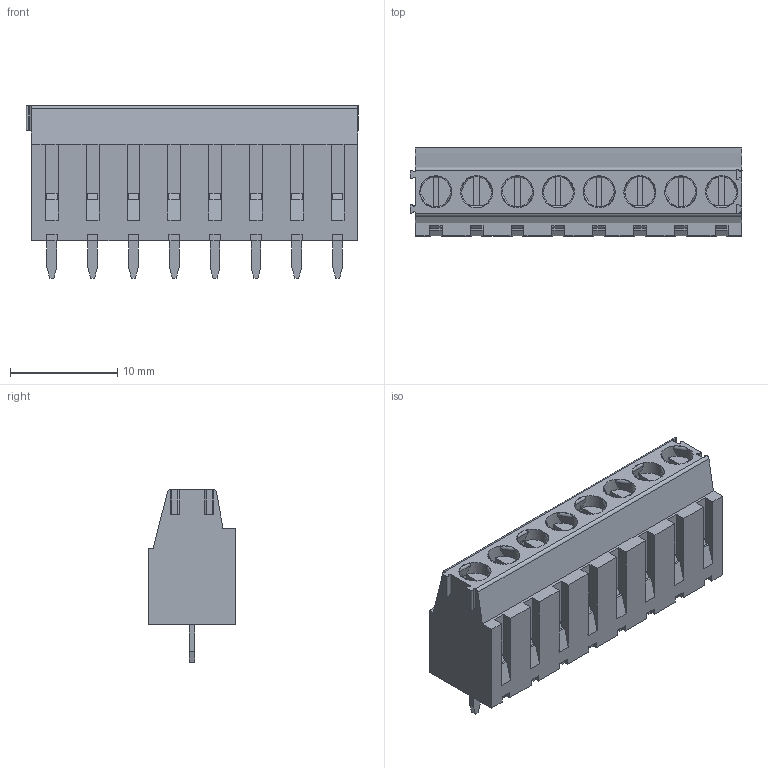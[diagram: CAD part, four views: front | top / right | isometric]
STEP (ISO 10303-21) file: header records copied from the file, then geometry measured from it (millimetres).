
FILE_DESCRIPTION( ( 'STEP AP203' ), '1' );
FILE_NAME( 'MVS138-3.81-V.stp', ' ', ( ' ' ), ( ' ' ), 'PSStep 15.0.49', 'VISI 20.0', ' ' );
FILE_SCHEMA( ( 'AUTOMOTIVE_DESIGN { 1 0 10303 214 1 1 1 1 }' ) );
Length unit declared in the file: millimetre
Products named in the file (1): 1
Bounding box: 30.98 x 8.2 x 16.1 mm (x, y, z)
Volume: 2524.6 mm3; surface area: 2069.9 mm2
Topology: 1 solids, 1 shells, 510 faces, 1428 edges, 936 vertices
Faces by surface type: plane 420, cylinder 74, torus 8, cone 8
Full cylindrical faces by diameter (mm): 2 x8, 2.1 x8, 2.8 x8, 3 x8
Entity records: 20171 total; most frequent: CARTESIAN_POINT 3055, ORIENTED_EDGE 2712, DIRECTION 2598, EDGE_CURVE 1356, LINE 1036, VECTOR 1036, VERTEX_POINT 912, AXIS2_PLACEMENT_3D 781
